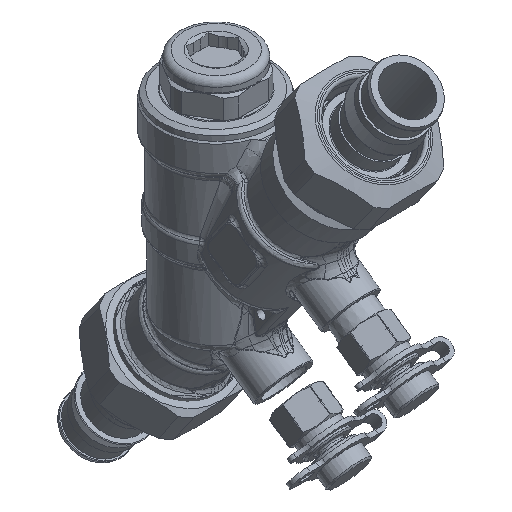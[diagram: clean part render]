
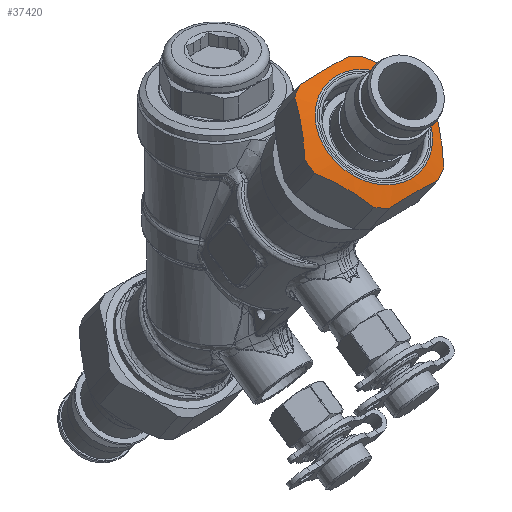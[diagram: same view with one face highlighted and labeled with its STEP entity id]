
A CAD part, isometric view. The second image highlights one B-rep face of the part: STEP entity #37420.
In plain terms, the highlighted conical face has half-angle 60 degrees and reference radius 17.78 mm.
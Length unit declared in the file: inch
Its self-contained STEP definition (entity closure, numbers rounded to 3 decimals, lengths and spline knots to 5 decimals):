
#1370=(
BOUNDED_CURVE()
B_SPLINE_CURVE(2,(#181758,#181759,#181760),.UNSPECIFIED.,.F.,.F.)
B_SPLINE_CURVE_WITH_KNOTS((3,3),(0.,1.67512),.UNSPECIFIED.)
CURVE()
GEOMETRIC_REPRESENTATION_ITEM()
RATIONAL_B_SPLINE_CURVE((1.,1.096,1.))
REPRESENTATION_ITEM('')
);
#1371=(
BOUNDED_CURVE()
B_SPLINE_CURVE(2,(#181764,#181765,#181766),.UNSPECIFIED.,.F.,.F.)
B_SPLINE_CURVE_WITH_KNOTS((3,3),(0.,1.67512),.UNSPECIFIED.)
CURVE()
GEOMETRIC_REPRESENTATION_ITEM()
RATIONAL_B_SPLINE_CURVE((1.,1.096,1.))
REPRESENTATION_ITEM('')
);
#1372=(
BOUNDED_CURVE()
B_SPLINE_CURVE(2,(#181770,#181771,#181772),.UNSPECIFIED.,.F.,.F.)
B_SPLINE_CURVE_WITH_KNOTS((3,3),(0.,1.67512),.UNSPECIFIED.)
CURVE()
GEOMETRIC_REPRESENTATION_ITEM()
RATIONAL_B_SPLINE_CURVE((1.,1.096,1.))
REPRESENTATION_ITEM('')
);
#1373=(
BOUNDED_CURVE()
B_SPLINE_CURVE(2,(#181776,#181777,#181778),.UNSPECIFIED.,.F.,.F.)
B_SPLINE_CURVE_WITH_KNOTS((3,3),(0.,1.67512),.UNSPECIFIED.)
CURVE()
GEOMETRIC_REPRESENTATION_ITEM()
RATIONAL_B_SPLINE_CURVE((1.,1.096,1.))
REPRESENTATION_ITEM('')
);
#1374=(
BOUNDED_CURVE()
B_SPLINE_CURVE(2,(#181782,#181783,#181784),.UNSPECIFIED.,.F.,.F.)
B_SPLINE_CURVE_WITH_KNOTS((3,3),(0.,1.67512),.UNSPECIFIED.)
CURVE()
GEOMETRIC_REPRESENTATION_ITEM()
RATIONAL_B_SPLINE_CURVE((1.,1.096,1.))
REPRESENTATION_ITEM('')
);
#1375=(
BOUNDED_CURVE()
B_SPLINE_CURVE(2,(#181788,#181789,#181790),.UNSPECIFIED.,.F.,.F.)
B_SPLINE_CURVE_WITH_KNOTS((3,3),(0.,1.67512),.UNSPECIFIED.)
CURVE()
GEOMETRIC_REPRESENTATION_ITEM()
RATIONAL_B_SPLINE_CURVE((1.,1.096,1.))
REPRESENTATION_ITEM('')
);
#3605=CONICAL_SURFACE('',#39862,0.7,1.047);
#6416=FACE_OUTER_BOUND('',#8650,.T.);
#8650=EDGE_LOOP('',(#32876,#32877,#32878,#32879,#32880,#32881,#32882,#32883,
#32884,#32885,#32886,#32887,#32888,#32889,#32890,#32891));
#9993=CIRCLE('',#39859,0.60928);
#9995=CIRCLE('',#39863,0.8);
#9996=CIRCLE('',#39864,0.8);
#9997=CIRCLE('',#39865,0.8);
#9998=CIRCLE('',#39866,0.8);
#9999=CIRCLE('',#39867,0.8);
#10000=CIRCLE('',#39868,0.8);
#10001=CIRCLE('',#39869,0.8);
#11709=LINE('',#181754,#13418);
#13418=VECTOR('',#46389,0.7);
#16802=VERTEX_POINT('',#181746);
#16804=VERTEX_POINT('',#181753);
#16805=VERTEX_POINT('',#181755);
#16806=VERTEX_POINT('',#181757);
#16807=VERTEX_POINT('',#181761);
#16808=VERTEX_POINT('',#181763);
#16809=VERTEX_POINT('',#181767);
#16810=VERTEX_POINT('',#181769);
#16811=VERTEX_POINT('',#181773);
#16812=VERTEX_POINT('',#181775);
#16813=VERTEX_POINT('',#181779);
#16814=VERTEX_POINT('',#181781);
#16815=VERTEX_POINT('',#181785);
#16816=VERTEX_POINT('',#181787);
#22165=EDGE_CURVE('',#16802,#16802,#9993,.T.);
#22167=EDGE_CURVE('',#16802,#16804,#11709,.T.);
#22168=EDGE_CURVE('',#16805,#16804,#9995,.T.);
#22169=EDGE_CURVE('',#16806,#16805,#1370,.T.);
#22170=EDGE_CURVE('',#16807,#16806,#9996,.T.);
#22171=EDGE_CURVE('',#16808,#16807,#1371,.T.);
#22172=EDGE_CURVE('',#16809,#16808,#9997,.T.);
#22173=EDGE_CURVE('',#16810,#16809,#1372,.T.);
#22174=EDGE_CURVE('',#16811,#16810,#9998,.T.);
#22175=EDGE_CURVE('',#16812,#16811,#1373,.T.);
#22176=EDGE_CURVE('',#16813,#16812,#9999,.T.);
#22177=EDGE_CURVE('',#16814,#16813,#1374,.T.);
#22178=EDGE_CURVE('',#16815,#16814,#10000,.T.);
#22179=EDGE_CURVE('',#16816,#16815,#1375,.T.);
#22180=EDGE_CURVE('',#16804,#16816,#10001,.T.);
#32876=ORIENTED_EDGE('',*,*,#22165,.F.);
#32877=ORIENTED_EDGE('',*,*,#22167,.T.);
#32878=ORIENTED_EDGE('',*,*,#22168,.F.);
#32879=ORIENTED_EDGE('',*,*,#22169,.F.);
#32880=ORIENTED_EDGE('',*,*,#22170,.F.);
#32881=ORIENTED_EDGE('',*,*,#22171,.F.);
#32882=ORIENTED_EDGE('',*,*,#22172,.F.);
#32883=ORIENTED_EDGE('',*,*,#22173,.F.);
#32884=ORIENTED_EDGE('',*,*,#22174,.F.);
#32885=ORIENTED_EDGE('',*,*,#22175,.F.);
#32886=ORIENTED_EDGE('',*,*,#22176,.F.);
#32887=ORIENTED_EDGE('',*,*,#22177,.F.);
#32888=ORIENTED_EDGE('',*,*,#22178,.F.);
#32889=ORIENTED_EDGE('',*,*,#22179,.F.);
#32890=ORIENTED_EDGE('',*,*,#22180,.F.);
#32891=ORIENTED_EDGE('',*,*,#22167,.F.);
#37420=ADVANCED_FACE('',(#6416),#3605,.T.);
#39859=AXIS2_PLACEMENT_3D('',#181748,#46381,#46382);
#39862=AXIS2_PLACEMENT_3D('',#181752,#46387,#46388);
#39863=AXIS2_PLACEMENT_3D('',#181756,#46390,#46391);
#39864=AXIS2_PLACEMENT_3D('',#181762,#46392,#46393);
#39865=AXIS2_PLACEMENT_3D('',#181768,#46394,#46395);
#39866=AXIS2_PLACEMENT_3D('',#181774,#46396,#46397);
#39867=AXIS2_PLACEMENT_3D('',#181780,#46398,#46399);
#39868=AXIS2_PLACEMENT_3D('',#181786,#46400,#46401);
#39869=AXIS2_PLACEMENT_3D('',#181791,#46402,#46403);
#46381=DIRECTION('center_axis',(0.,-0.574,
0.819));
#46382=DIRECTION('ref_axis',(-1.,0.,0.));
#46387=DIRECTION('center_axis',(0.,0.574,
-0.819));
#46388=DIRECTION('ref_axis',(1.,0.,0.));
#46389=DIRECTION('',(-0.866,0.287,-0.41));
#46390=DIRECTION('center_axis',(0.,0.574,
-0.819));
#46391=DIRECTION('ref_axis',(-1.,0.,0.));
#46392=DIRECTION('center_axis',(0.,0.574,
-0.819));
#46393=DIRECTION('ref_axis',(-1.,0.,0.));
#46394=DIRECTION('center_axis',(0.,0.574,
-0.819));
#46395=DIRECTION('ref_axis',(-1.,0.,0.));
#46396=DIRECTION('center_axis',(0.,0.574,
-0.819));
#46397=DIRECTION('ref_axis',(-1.,0.,0.));
#46398=DIRECTION('center_axis',(0.,0.574,
-0.819));
#46399=DIRECTION('ref_axis',(-1.,0.,0.));
#46400=DIRECTION('center_axis',(0.,0.574,
-0.819));
#46401=DIRECTION('ref_axis',(-1.,0.,0.));
#46402=DIRECTION('center_axis',(0.,0.574,
-0.819));
#46403=DIRECTION('ref_axis',(-1.,0.,0.));
#181746=CARTESIAN_POINT('',(-0.60928,-2.11501,0.62077));
#181748=CARTESIAN_POINT('Origin',(0.,-2.11501,
0.62077));
#181752=CARTESIAN_POINT('Origin',(0.,-2.08497,
0.57787));
#181753=CARTESIAN_POINT('',(-0.8,-2.05185,0.53058));
#181754=CARTESIAN_POINT('',(-0.7,-2.08497,0.57787));
#181755=CARTESIAN_POINT('',(-0.79583,-2.11868,0.48378));
#181756=CARTESIAN_POINT('Origin',(0.,-2.05185,
0.53058));
#181757=CARTESIAN_POINT('',(-0.46857,-2.583,0.15866));
#181758=CARTESIAN_POINT('Ctrl Pts',(-0.46857,-2.583,
0.15866));
#181759=CARTESIAN_POINT('Ctrl Pts',(-0.6322,-2.39517,
0.38454));
#181760=CARTESIAN_POINT('Ctrl Pts',(-0.79583,-2.11868,
0.48378));
#181761=CARTESIAN_POINT('',(-0.32726,-2.64983,0.11187));
#181762=CARTESIAN_POINT('Origin',(0.,-2.05185,
0.53058));
#181763=CARTESIAN_POINT('',(0.32726,-2.64983,0.11187));
#181764=CARTESIAN_POINT('Ctrl Pts',(0.32726,-2.64983,
0.11187));
#181765=CARTESIAN_POINT('Ctrl Pts',(0.,-2.69417,
0.17518));
#181766=CARTESIAN_POINT('Ctrl Pts',(-0.32726,-2.64983,
0.11187));
#181767=CARTESIAN_POINT('',(0.46857,-2.583,0.15866));
#181768=CARTESIAN_POINT('Origin',(0.,-2.05185,
0.53058));
#181769=CARTESIAN_POINT('',(0.79583,-2.11868,0.48378));
#181770=CARTESIAN_POINT('Ctrl Pts',(0.79583,-2.11868,
0.48378));
#181771=CARTESIAN_POINT('Ctrl Pts',(0.6322,-2.39517,
0.38454));
#181772=CARTESIAN_POINT('Ctrl Pts',(0.46857,-2.583,
0.15866));
#181773=CARTESIAN_POINT('',(0.79583,-1.98502,0.57737));
#181774=CARTESIAN_POINT('Origin',(0.,-2.05185,
0.53058));
#181775=CARTESIAN_POINT('',(0.46857,-1.5207,0.90249));
#181776=CARTESIAN_POINT('Ctrl Pts',(0.46857,-1.5207,
0.90249));
#181777=CARTESIAN_POINT('Ctrl Pts',(0.6322,-1.79719,
0.80325));
#181778=CARTESIAN_POINT('Ctrl Pts',(0.79583,-1.98502,
0.57737));
#181779=CARTESIAN_POINT('',(0.32726,-1.45387,0.94929));
#181780=CARTESIAN_POINT('Origin',(0.,-2.05185,
0.53058));
#181781=CARTESIAN_POINT('',(-0.32726,-1.45387,0.94929));
#181782=CARTESIAN_POINT('Ctrl Pts',(-0.32726,-1.45387,
0.94929));
#181783=CARTESIAN_POINT('Ctrl Pts',(0.,-1.4982,
1.0126));
#181784=CARTESIAN_POINT('Ctrl Pts',(0.32726,-1.45387,
0.94929));
#181785=CARTESIAN_POINT('',(-0.46857,-1.5207,0.90249));
#181786=CARTESIAN_POINT('Origin',(0.,-2.05185,
0.53058));
#181787=CARTESIAN_POINT('',(-0.79583,-1.98502,0.57737));
#181788=CARTESIAN_POINT('Ctrl Pts',(-0.79583,-1.98502,
0.57737));
#181789=CARTESIAN_POINT('Ctrl Pts',(-0.6322,-1.79719,
0.80325));
#181790=CARTESIAN_POINT('Ctrl Pts',(-0.46857,-1.5207,
0.90249));
#181791=CARTESIAN_POINT('Origin',(0.,-2.05185,
0.53058));
